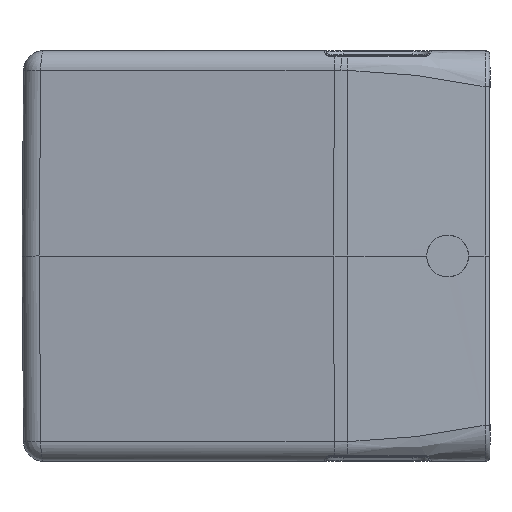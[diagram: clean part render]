
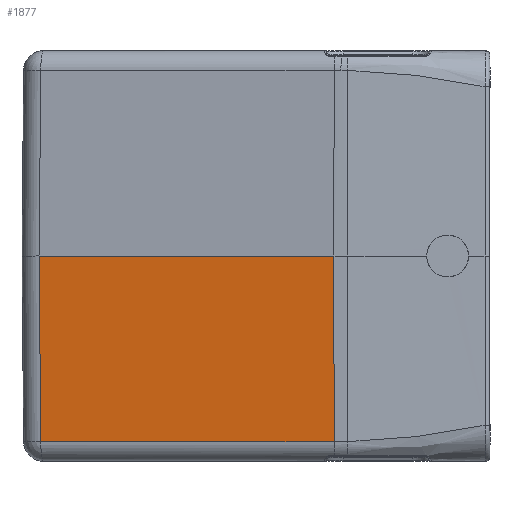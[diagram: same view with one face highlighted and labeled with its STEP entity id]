
A CAD part, left-side view. The second image highlights one B-rep face of the part: STEP entity #1877.
In plain terms, the highlighted planar face has unit normal (-0.99, 0.139, -0.009).
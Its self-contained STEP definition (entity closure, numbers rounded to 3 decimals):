
#1877=ADVANCED_FACE('',(#2725),#2128,.T.);
#2128=PLANE('',#11383);
#2725=FACE_OUTER_BOUND('',#3414,.T.);
#3414=EDGE_LOOP('',(#6320,#6321,#6322,#6323));
#6320=ORIENTED_EDGE('',*,*,#8022,.T.);
#6321=ORIENTED_EDGE('',*,*,#8809,.F.);
#6322=ORIENTED_EDGE('',*,*,#7666,.T.);
#6323=ORIENTED_EDGE('',*,*,#8808,.F.);
#6645=VERTEX_POINT('',#15174);
#6646=VERTEX_POINT('',#15178);
#6873=VERTEX_POINT('',#16367);
#6878=VERTEX_POINT('',#16391);
#7666=EDGE_CURVE('',#6646,#6645,#9071,.T.);
#8022=EDGE_CURVE('',#6878,#6873,#9299,.T.);
#8808=EDGE_CURVE('',#6878,#6645,#9584,.T.);
#8809=EDGE_CURVE('',#6646,#6873,#9585,.T.);
#9071=LINE('',#15177,#9835);
#9299=LINE('',#16390,#10066);
#9584=LINE('',#21084,#10351);
#9585=LINE('',#21086,#10352);
#9835=VECTOR('',#12025,1.);
#10066=VECTOR('',#12688,1.);
#10351=VECTOR('',#14137,1.);
#10352=VECTOR('',#14140,1.);
#11383=AXIS2_PLACEMENT_3D('',#21087,#14141,#14142);
#12025=DIRECTION('',(0.008,-0.009,-1.));
#12688=DIRECTION('',(-0.009,0.001,1.));
#14137=DIRECTION('',(0.139,0.99,0.));
#14140=DIRECTION('',(-0.139,-0.99,0.));
#14141=DIRECTION('',(-0.99,0.139,-0.009));
#14142=DIRECTION('',(-0.139,-0.99,0.));
#15174=CARTESIAN_POINT('',(-38.201,43.231,-37.285));
#15177=CARTESIAN_POINT('',(-38.484,43.557,0.));
#15178=CARTESIAN_POINT('',(-38.484,43.557,0.));
#16367=CARTESIAN_POINT('',(-46.805,-15.653,0.));
#16390=CARTESIAN_POINT('',(-46.48,-15.676,-37.285));
#16391=CARTESIAN_POINT('',(-46.48,-15.676,-37.285));
#21084=CARTESIAN_POINT('',(-46.48,-15.676,-37.285));
#21086=CARTESIAN_POINT('',(-38.484,43.557,0.));
#21087=CARTESIAN_POINT('',(-38.,47.,0.));
